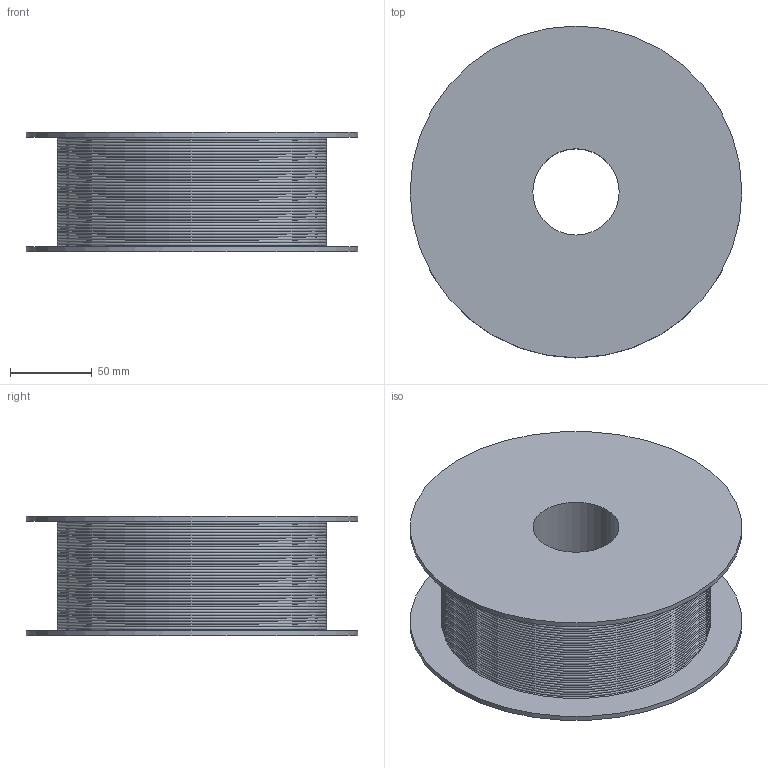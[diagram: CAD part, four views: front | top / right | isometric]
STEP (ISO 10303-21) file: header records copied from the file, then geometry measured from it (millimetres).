
FILE_DESCRIPTION(/* description */ (''),/* implementation_level */ '2;1');
FILE_NAME(/* name */ 'p1kg.stp',/* time_stamp */ '2020-06-03T05:39:40+02:00',/* author */ ('niels'),/* organization */ (''),/* preprocessor_version */ 'ST-DEVELOPER v18.1',/* originating_system */ 'Autodesk Inventor 2020',/* authorisation */ '');
FILE_SCHEMA (('AUTOMOTIVE_DESIGN { 1 0 10303 214 3 1 1 }'));
Length unit declared in the file: millimetre
Products named in the file (1): p1kg
Bounding box: 203.2 x 203.2 x 73.15 mm (x, y, z)
Volume: 1462676.2 mm3; surface area: 153546.1 mm2
Topology: 1 solids, 1 shells, 46 faces, 132 edges, 90 vertices
Faces by surface type: torus 39, plane 4, cylinder 3
Full cylindrical faces by diameter (mm): 52.832 x1, 203.2 x2
Entity records: 1658 total; most frequent: DIRECTION 355, CARTESIAN_POINT 269, ORIENTED_EDGE 264, AXIS2_PLACEMENT_3D 176, EDGE_CURVE 132, CIRCLE 129, VERTEX_POINT 90, EDGE_LOOP 50
